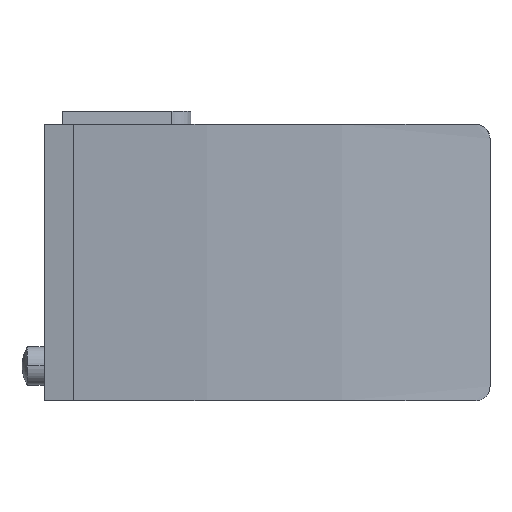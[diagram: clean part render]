
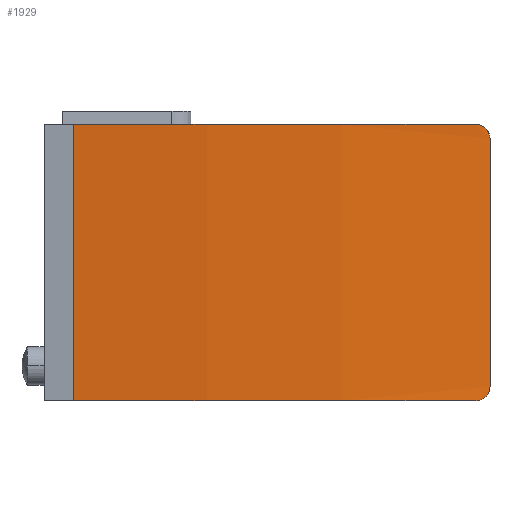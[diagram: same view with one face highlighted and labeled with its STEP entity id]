
A CAD part, left-side view. The second image highlights one B-rep face of the part: STEP entity #1929.
In plain terms, the highlighted cylindrical face has radius 300 mm (diameter 600 mm), a partial arc.
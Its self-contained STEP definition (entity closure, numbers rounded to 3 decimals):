
#1929=ADVANCED_FACE('',(#4364),#4365,.T.);
#1945=VERTEX_POINT('',#4388);
#1947=VERTEX_POINT('',#4390);
#1949=EDGE_CURVE('',#1945,#1947,#4392,.T.);
#1951=VERTEX_POINT('',#4394);
#1953=EDGE_CURVE('',#1951,#1945,#4396,.T.);
#1955=VERTEX_POINT('',#4398);
#1957=EDGE_CURVE('',#1955,#1951,#4400,.T.);
#1959=VERTEX_POINT('',#4402);
#1961=EDGE_CURVE('',#1959,#1955,#4404,.T.);
#1963=VERTEX_POINT('',#4406);
#1965=EDGE_CURVE('',#1963,#1959,#4408,.T.);
#1967=EDGE_CURVE('',#1947,#1963,#4410,.T.);
#4364=FACE_OUTER_BOUND('',#7260,.T.);
#4365=CYLINDRICAL_SURFACE('',#7261,300.0);
#4388=CARTESIAN_POINT('',(-4.808,-25.6,28.6));
#4390=CARTESIAN_POINT('',(-4.388,-28.6,25.6));
#4392=B_SPLINE_CURVE_WITH_KNOTS('',3,(#7289,#7290,#7291,#7292,#7293,#7294,#7295,#7296,#7297,#7298,#7299,#7300,#7301,#7302,#7303,#7304,#7305,#7306),.UNSPECIFIED.,.F.,.F.,(4,2,2,2,2,2,2,2,4),(4.539,5.11,5.681,6.252,6.822,7.387,7.952,8.517,9.082),.UNSPECIFIED.);
#4394=CARTESIAN_POINT('',(-4.388,57.6,28.6));
#4396=CIRCLE('',#7311,300.0);
#4398=CARTESIAN_POINT('',(-4.388,57.6,-28.6));
#4400=LINE('',#7316,#7317);
#4402=CARTESIAN_POINT('',(-4.808,-25.6,-28.6));
#4404=CIRCLE('',#7322,300.0);
#4406=CARTESIAN_POINT('',(-4.388,-28.6,-25.6));
#4408=B_SPLINE_CURVE_WITH_KNOTS('',3,(#7327,#7328,#7329,#7330,#7331,#7332,#7333,#7334,#7335,#7336,#7337,#7338,#7339,#7340,#7341,#7342,#7343,#7344),.UNSPECIFIED.,.F.,.F.,(4,2,2,2,2,2,2,2,4),(9.082,9.648,10.214,10.78,11.346,11.916,12.485,13.054,13.624),.UNSPECIFIED.);
#4410=LINE('',#7347,#7348);
#7260=EDGE_LOOP('',(#10615,#10616,#10617,#10618,#10619,#10620));
#7261=AXIS2_PLACEMENT_3D('',#10621,#10622,#10623);
#7289=CARTESIAN_POINT('',(-4.808,-25.6,28.6));
#7290=CARTESIAN_POINT('',(-4.782,-25.789,28.6));
#7291=CARTESIAN_POINT('',(-4.756,-25.984,28.582));
#7292=CARTESIAN_POINT('',(-4.703,-26.372,28.506));
#7293=CARTESIAN_POINT('',(-4.676,-26.565,28.448));
#7294=CARTESIAN_POINT('',(-4.625,-26.935,28.294));
#7295=CARTESIAN_POINT('',(-4.6,-27.112,28.198));
#7296=CARTESIAN_POINT('',(-4.554,-27.441,27.977));
#7297=CARTESIAN_POINT('',(-4.532,-27.592,27.851));
#7298=CARTESIAN_POINT('',(-4.495,-27.858,27.585));
#7299=CARTESIAN_POINT('',(-4.477,-27.982,27.435));
#7300=CARTESIAN_POINT('',(-4.446,-28.201,27.108));
#7301=CARTESIAN_POINT('',(-4.432,-28.296,26.931));
#7302=CARTESIAN_POINT('',(-4.41,-28.448,26.562));
#7303=CARTESIAN_POINT('',(-4.401,-28.506,26.37));
#7304=CARTESIAN_POINT('',(-4.39,-28.582,25.983));
#7305=CARTESIAN_POINT('',(-4.388,-28.6,25.788));
#7306=CARTESIAN_POINT('',(-4.388,-28.6,25.6));
#7311=AXIS2_PLACEMENT_3D('',#10682,#10683,#10684);
#7316=CARTESIAN_POINT('',(-4.388,57.6,0.0));
#7317=VECTOR('',#10685,1.0);
#7322=AXIS2_PLACEMENT_3D('',#10686,#10687,#10688);
#7327=CARTESIAN_POINT('',(-4.388,-28.6,-25.6));
#7328=CARTESIAN_POINT('',(-4.388,-28.6,-25.789));
#7329=CARTESIAN_POINT('',(-4.39,-28.582,-25.984));
#7330=CARTESIAN_POINT('',(-4.402,-28.506,-26.372));
#7331=CARTESIAN_POINT('',(-4.41,-28.448,-26.565));
#7332=CARTESIAN_POINT('',(-4.432,-28.294,-26.934));
#7333=CARTESIAN_POINT('',(-4.446,-28.199,-27.111));
#7334=CARTESIAN_POINT('',(-4.477,-27.979,-27.438));
#7335=CARTESIAN_POINT('',(-4.495,-27.854,-27.589));
#7336=CARTESIAN_POINT('',(-4.533,-27.588,-27.855));
#7337=CARTESIAN_POINT('',(-4.554,-27.437,-27.98));
#7338=CARTESIAN_POINT('',(-4.601,-27.109,-28.2));
#7339=CARTESIAN_POINT('',(-4.625,-26.932,-28.296));
#7340=CARTESIAN_POINT('',(-4.677,-26.562,-28.449));
#7341=CARTESIAN_POINT('',(-4.703,-26.37,-28.506));
#7342=CARTESIAN_POINT('',(-4.756,-25.983,-28.582));
#7343=CARTESIAN_POINT('',(-4.783,-25.788,-28.6));
#7344=CARTESIAN_POINT('',(-4.808,-25.6,-28.6));
#7347=CARTESIAN_POINT('',(-4.388,-28.6,0.0));
#7348=VECTOR('',#10689,1.0);
#10615=ORIENTED_EDGE('',*,*,#1949,.F.);
#10616=ORIENTED_EDGE('',*,*,#1953,.F.);
#10617=ORIENTED_EDGE('',*,*,#1957,.F.);
#10618=ORIENTED_EDGE('',*,*,#1961,.F.);
#10619=ORIENTED_EDGE('',*,*,#1965,.F.);
#10620=ORIENTED_EDGE('',*,*,#1967,.F.);
#10621=CARTESIAN_POINT('',(292.5,14.5,28.6));
#10622=DIRECTION('',(0.0,-0.0,-1.0));
#10623=DIRECTION('',(-0.99,-0.144,0.0));
#10682=CARTESIAN_POINT('',(292.5,14.5,28.6));
#10683=DIRECTION('',(0.0,0.0,1.0));
#10684=DIRECTION('',(-0.99,-0.144,0.0));
#10685=DIRECTION('',(0.0,0.0,1.0));
#10686=CARTESIAN_POINT('',(292.5,14.5,-28.6));
#10687=DIRECTION('',(-0.0,0.0,-1.0));
#10688=DIRECTION('',(-0.99,-0.144,0.0));
#10689=DIRECTION('',(0.0,0.0,-1.0));
